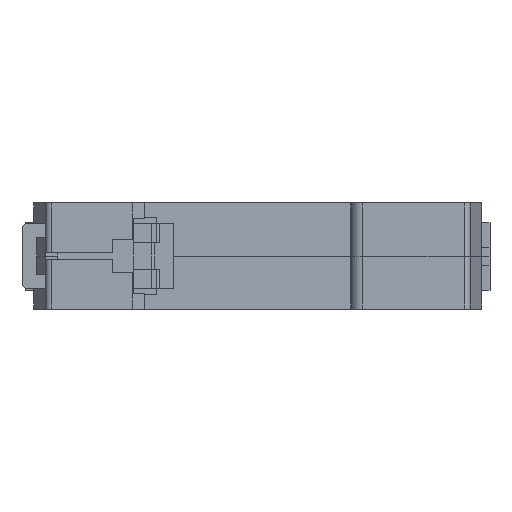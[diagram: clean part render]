
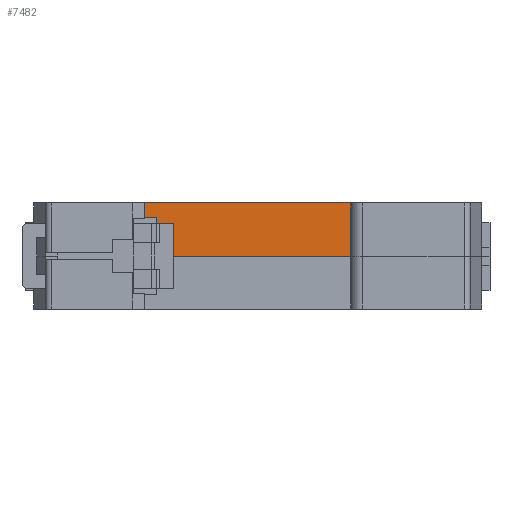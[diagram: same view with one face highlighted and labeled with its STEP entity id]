
A CAD part, front view. The second image highlights one B-rep face of the part: STEP entity #7482.
In plain terms, the highlighted planar face has unit normal (0, -1, 0).
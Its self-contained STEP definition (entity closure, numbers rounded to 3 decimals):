
#7091 = VERTEX_POINT ( 'NONE', #11176 ) ;
#7095 = VERTEX_POINT ( 'NONE', #11233 ) ;
#7097 = EDGE_CURVE ( 'NONE', #7091, #7095, #11232, .T. ) ;
#7370 = VERTEX_POINT ( 'NONE', #11699 ) ;
#7397 = ORIENTED_EDGE ( 'NONE', *, *, #7097, .T. ) ;
#7398 = ORIENTED_EDGE ( 'NONE', *, *, #7484, .T. ) ;
#7444 = EDGE_CURVE ( 'NONE', #7445, #7489, #11803, .T. ) ;
#7445 = VERTEX_POINT ( 'NONE', #11799 ) ;
#7446 = ORIENTED_EDGE ( 'NONE', *, *, #7447, .F. ) ;
#7447 = EDGE_CURVE ( 'NONE', #7526, #7445, #11798, .T. ) ;
#7450 = ORIENTED_EDGE ( 'NONE', *, *, #7444, .F. ) ;
#7482 = ADVANCED_FACE ( 'NONE', ( #11870 ), #11866, .T. ) ;
#7483 = EDGE_LOOP ( 'NONE', ( #7579, #7397, #7398, #7450, #7446, #7527 ) ) ;
#7484 = EDGE_CURVE ( 'NONE', #7095, #7489, #11861, .T. ) ;
#7489 = VERTEX_POINT ( 'NONE', #11853 ) ;
#7526 = VERTEX_POINT ( 'NONE', #11926 ) ;
#7527 = ORIENTED_EDGE ( 'NONE', *, *, #7528, .F. ) ;
#7528 = EDGE_CURVE ( 'NONE', #7370, #7526, #11925, .T. ) ;
#7579 = ORIENTED_EDGE ( 'NONE', *, *, #7580, .F. ) ;
#7580 = EDGE_CURVE ( 'NONE', #7091, #7370, #11982, .T. ) ;
#11176 = CARTESIAN_POINT ( 'NONE',  ( -17.45, 0., -9.2 ) ) ;
#11229 = DIRECTION ( 'NONE',  ( 1., 0., 0. ) ) ;
#11230 = VECTOR ( 'NONE', #11229, 1000. ) ;
#11231 = CARTESIAN_POINT ( 'NONE',  ( -19.45, 0., -9.2 ) ) ;
#11232 = LINE ( 'NONE', #11231, #11230 ) ;
#11233 = CARTESIAN_POINT ( 'NONE',  ( 17.35, 0., -9.2 ) ) ;
#11699 = CARTESIAN_POINT ( 'NONE',  ( -17.45, 0., -2.5 ) ) ;
#11795 = DIRECTION ( 'NONE',  ( 0., 0., 1. ) ) ;
#11796 = VECTOR ( 'NONE', #11795, 1000. ) ;
#11797 = CARTESIAN_POINT ( 'NONE',  ( -19.45, 0., -9.2 ) ) ;
#11798 = LINE ( 'NONE', #11797, #11796 ) ;
#11799 = CARTESIAN_POINT ( 'NONE',  ( -19.45, 0., 0. ) ) ;
#11800 = DIRECTION ( 'NONE',  ( 1., 0., 0. ) ) ;
#11801 = VECTOR ( 'NONE', #11800, 1000. ) ;
#11802 = CARTESIAN_POINT ( 'NONE',  ( -19.45, 0., 0. ) ) ;
#11803 = LINE ( 'NONE', #11802, #11801 ) ;
#11853 = CARTESIAN_POINT ( 'NONE',  ( 17.35, 0., 0. ) ) ;
#11858 = DIRECTION ( 'NONE',  ( 0., 0., 1. ) ) ;
#11859 = VECTOR ( 'NONE', #11858, 1000. ) ;
#11860 = CARTESIAN_POINT ( 'NONE',  ( 17.35, 0., -9.2 ) ) ;
#11861 = LINE ( 'NONE', #11860, #11859 ) ;
#11862 = DIRECTION ( 'NONE',  ( 0., 0., -1. ) ) ;
#11863 = DIRECTION ( 'NONE',  ( 0., -1., 0. ) ) ;
#11864 = CARTESIAN_POINT ( 'NONE',  ( -19.45, 0., -9.2 ) ) ;
#11865 = AXIS2_PLACEMENT_3D ( 'NONE', #11864, #11863, #11862 ) ;
#11866 = PLANE ( 'NONE',  #11865 ) ;
#11870 = FACE_OUTER_BOUND ( 'NONE', #7483, .T. ) ;
#11922 = DIRECTION ( 'NONE',  ( -1., 0., 0. ) ) ;
#11923 = VECTOR ( 'NONE', #11922, 1000. ) ;
#11924 = CARTESIAN_POINT ( 'NONE',  ( -19.45, 0., -2.5 ) ) ;
#11925 = LINE ( 'NONE', #11924, #11923 ) ;
#11926 = CARTESIAN_POINT ( 'NONE',  ( -19.45, 0., -2.5 ) ) ;
#11979 = DIRECTION ( 'NONE',  ( 0., 0., 1. ) ) ;
#11980 = VECTOR ( 'NONE', #11979, 1000. ) ;
#11981 = CARTESIAN_POINT ( 'NONE',  ( -17.45, 0., -9.2 ) ) ;
#11982 = LINE ( 'NONE', #11981, #11980 ) ;
